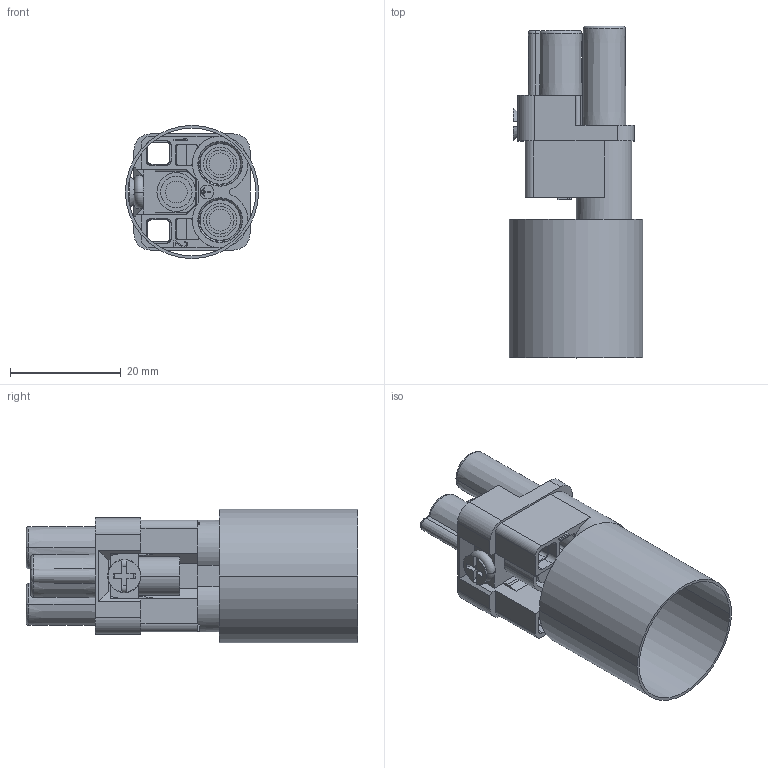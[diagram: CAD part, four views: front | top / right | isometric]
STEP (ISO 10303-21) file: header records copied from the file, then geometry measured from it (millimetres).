
FILE_DESCRIPTION((''),'2;1');
FILE_NAME('3D_1300020210102_HQV-002_2-F_4-_ASM','2020-04-01T',('lian.chen'),(''),'PRO/ENGINEER BY PARAMETRIC TECHNOLOGY CORPORATION, 2012480','PRO/ENGINEER BY PARAMETRIC TECHNOLOGY CORPORATION, 2012480','');
FILE_SCHEMA(('AUTOMOTIVE_DESIGN { 1 0 10303 214 1 1 1 1 }'));
Length unit declared in the file: millimetre
Products named in the file (6): BREP_WITH_VOIDS_16145; MANIFOLD_SOLID_BREP_19485; MANIFOLD_SOLID_BREP_22825; HQ002F_3_ASM; PRT0052; 3D_1300020210102_HQV-002_2-F_4-_ASM
Assembly tree (5 placements, depth 3):
  3D_1300020210102_HQV-002_2-F_4-_ASM
    HQ002F_3_ASM
      BREP_WITH_VOIDS_16145
      MANIFOLD_SOLID_BREP_19485
      MANIFOLD_SOLID_BREP_22825
    PRT0052
Bounding box: 24 x 59.8 x 24 mm (x, y, z)
Volume: 6149.4 mm3; surface area: 13245.4 mm2
Topology: 4 solids, 8 shells, 684 faces, 1943 edges, 1330 vertices
Faces by surface type: plane 352, cylinder 142, cone 136, torus 34, bspline 19, extrusion 1
Entity records: 24205 total; most frequent: CARTESIAN_POINT 6375, ORIENTED_EDGE 3886, DIRECTION 3399, EDGE_CURVE 1943, VERTEX_POINT 1330, AXIS2_PLACEMENT_3D 1229, VECTOR 941, LINE 940
